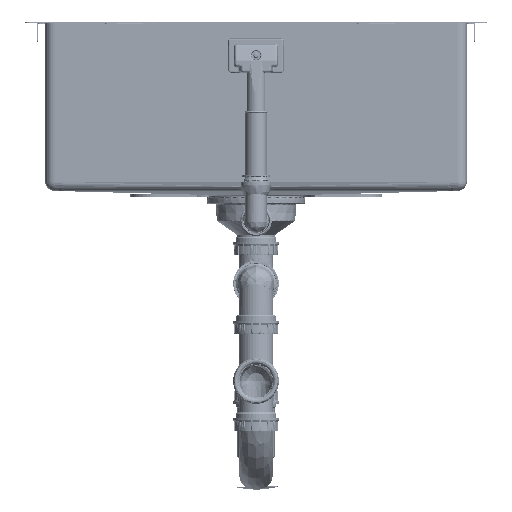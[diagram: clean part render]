
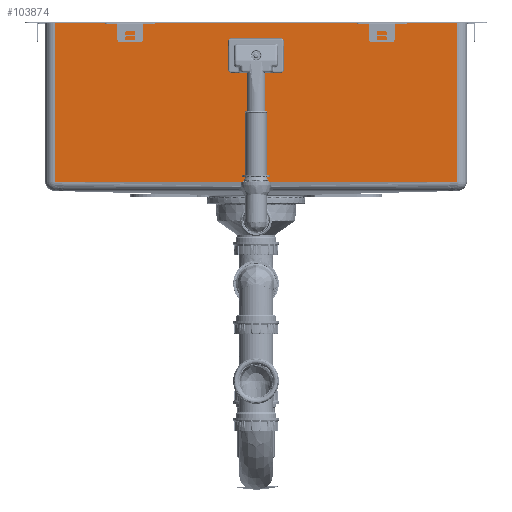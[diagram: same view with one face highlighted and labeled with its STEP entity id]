
A CAD part, left-side view. The second image highlights one B-rep face of the part: STEP entity #103874.
In plain terms, the highlighted face is planar.
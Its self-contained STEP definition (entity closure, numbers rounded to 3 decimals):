
#12317=B_SPLINE_CURVE_WITH_KNOTS('',3,(#335590,#335591,#335592,#335593,
#335594,#335595,#335596,#335597,#335598,#335599),.UNSPECIFIED.,.F.,.F.,
(4,2,2,2,4),(0.,0.115,0.229,0.344,0.458),
 .UNSPECIFIED.);
#12321=B_SPLINE_CURVE_WITH_KNOTS('',3,(#335750,#335751,#335752,#335753),
 .UNSPECIFIED.,.F.,.F.,(4,4),(0.,0.011),.UNSPECIFIED.);
#12322=B_SPLINE_CURVE_WITH_KNOTS('',3,(#335794,#335795,#335796,#335797),
 .UNSPECIFIED.,.F.,.F.,(4,4),(0.,0.011),.UNSPECIFIED.);
#16692=LINE('',#332851,#19926);
#16693=LINE('',#332857,#19927);
#16694=LINE('',#332867,#19928);
#16695=LINE('',#332873,#19929);
#16757=LINE('',#338259,#19991);
#16758=LINE('',#338262,#19992);
#16759=LINE('',#338263,#19993);
#19926=VECTOR('',#138212,1000.);
#19927=VECTOR('',#138219,1000.);
#19928=VECTOR('',#138234,1000.);
#19929=VECTOR('',#138241,1000.);
#19991=VECTOR('',#138575,1000.);
#19992=VECTOR('',#138576,1000.);
#19993=VECTOR('',#138577,1000.);
#51735=ORIENTED_EDGE('',*,*,#67755,.F.);
#51736=ORIENTED_EDGE('',*,*,#67756,.T.);
#51737=ORIENTED_EDGE('',*,*,#67692,.T.);
#51738=ORIENTED_EDGE('',*,*,#67669,.T.);
#51739=ORIENTED_EDGE('',*,*,#67686,.T.);
#51740=ORIENTED_EDGE('',*,*,#67757,.T.);
#51741=ORIENTED_EDGE('',*,*,#67538,.T.);
#51742=ORIENTED_EDGE('',*,*,#67543,.T.);
#51743=ORIENTED_EDGE('',*,*,#67546,.T.);
#51744=ORIENTED_EDGE('',*,*,#67551,.T.);
#51745=ORIENTED_EDGE('',*,*,#67552,.T.);
#51746=ORIENTED_EDGE('',*,*,#67548,.T.);
#51747=ORIENTED_EDGE('',*,*,#67544,.T.);
#51748=ORIENTED_EDGE('',*,*,#67540,.T.);
#67538=EDGE_CURVE('',#77730,#77729,#82343,.T.);
#67540=EDGE_CURVE('',#77731,#77730,#16692,.T.);
#67543=EDGE_CURVE('',#77729,#77732,#16693,.T.);
#67544=EDGE_CURVE('',#77733,#77731,#82347,.T.);
#67546=EDGE_CURVE('',#77732,#77734,#82349,.T.);
#67548=EDGE_CURVE('',#77735,#77733,#16694,.T.);
#67551=EDGE_CURVE('',#77734,#77736,#16695,.T.);
#67552=EDGE_CURVE('',#77736,#77735,#82353,.T.);
#67669=EDGE_CURVE('',#77814,#77813,#12317,.T.);
#67686=EDGE_CURVE('',#77813,#77819,#12321,.T.);
#67692=EDGE_CURVE('',#77820,#77814,#12322,.T.);
#67755=EDGE_CURVE('',#77855,#77856,#16757,.T.);
#67756=EDGE_CURVE('',#77855,#77820,#16758,.T.);
#67757=EDGE_CURVE('',#77819,#77856,#16759,.T.);
#77729=VERTEX_POINT('',#332846);
#77730=VERTEX_POINT('',#332848);
#77731=VERTEX_POINT('',#332852);
#77732=VERTEX_POINT('',#332856);
#77733=VERTEX_POINT('',#332860);
#77734=VERTEX_POINT('',#332864);
#77735=VERTEX_POINT('',#332868);
#77736=VERTEX_POINT('',#332872);
#77813=VERTEX_POINT('',#335589);
#77814=VERTEX_POINT('',#335600);
#77819=VERTEX_POINT('',#335736);
#77820=VERTEX_POINT('',#335779);
#77855=VERTEX_POINT('',#338260);
#77856=VERTEX_POINT('',#338261);
#82343=CIRCLE('',#119515,3.);
#82347=CIRCLE('',#119522,3.);
#82349=CIRCLE('',#119525,3.);
#82353=CIRCLE('',#119532,3.);
#89358=EDGE_LOOP('',(#51735,#51736,#51737,#51738,#51739,#51740));
#89359=EDGE_LOOP('',(#51741,#51742,#51743,#51744,#51745,#51746,#51747,#51748));
#96299=FACE_BOUND('',#89358,.T.);
#96300=FACE_BOUND('',#89359,.T.);
#97557=PLANE('',#119666);
#103874=ADVANCED_FACE('',(#96299,#96300),#97557,.T.);
#119515=AXIS2_PLACEMENT_3D('',#332847,#138206,#138207);
#119522=AXIS2_PLACEMENT_3D('',#332859,#138222,#138223);
#119525=AXIS2_PLACEMENT_3D('',#332863,#138228,#138229);
#119532=AXIS2_PLACEMENT_3D('',#332875,#138244,#138245);
#119666=AXIS2_PLACEMENT_3D('',#338258,#138573,#138574);
#138206=DIRECTION('',(0.,0.,1.));
#138207=DIRECTION('',(1.,0.,0.));
#138212=DIRECTION('',(1.,0.,0.));
#138219=DIRECTION('',(0.,1.,0.));
#138222=DIRECTION('',(0.,0.,1.));
#138223=DIRECTION('',(1.,0.,0.));
#138228=DIRECTION('',(0.,0.,1.));
#138229=DIRECTION('',(1.,0.,0.));
#138234=DIRECTION('',(0.,-1.,0.));
#138241=DIRECTION('',(-1.,0.,0.));
#138244=DIRECTION('',(0.,0.,1.));
#138245=DIRECTION('',(1.,0.,0.));
#138573=DIRECTION('',(0.,0.,-1.));
#138574=DIRECTION('',(-1.,0.,0.));
#138575=DIRECTION('',(-1.,0.,0.));
#138576=DIRECTION('',(0.,-1.,0.));
#138577=DIRECTION('',(0.,1.,0.));
#332846=CARTESIAN_POINT('',(-37.588,-53.,-163.866));
#332847=CARTESIAN_POINT('',(-40.588,-53.,-163.866));
#332848=CARTESIAN_POINT('',(-40.588,-56.,-163.866));
#332851=CARTESIAN_POINT('',(-38.588,-56.,-163.866));
#332852=CARTESIAN_POINT('',(-91.588,-56.,-163.866));
#332856=CARTESIAN_POINT('',(-37.588,-27.,-163.866));
#332857=CARTESIAN_POINT('',(-37.588,-25.,-163.866));
#332859=CARTESIAN_POINT('',(-91.588,-53.,-163.866));
#332860=CARTESIAN_POINT('',(-94.588,-53.,-163.866));
#332863=CARTESIAN_POINT('',(-40.588,-27.,-163.866));
#332864=CARTESIAN_POINT('',(-40.588,-24.,-163.866));
#332867=CARTESIAN_POINT('',(-94.588,-25.,-163.866));
#332868=CARTESIAN_POINT('',(-94.588,-27.,-163.866));
#332872=CARTESIAN_POINT('',(-91.588,-24.,-163.866));
#332873=CARTESIAN_POINT('',(-38.588,-24.,-163.866));
#332875=CARTESIAN_POINT('',(-91.588,-27.,-163.866));
#335589=CARTESIAN_POINT('',(-295.288,-190.507,-163.866));
#335590=CARTESIAN_POINT('',(163.112,-190.507,-163.866));
#335591=CARTESIAN_POINT('',(124.912,-190.537,-163.866));
#335592=CARTESIAN_POINT('',(86.712,-190.572,-163.866));
#335593=CARTESIAN_POINT('',(10.312,-190.631,-163.866));
#335594=CARTESIAN_POINT('',(-27.888,-190.653,-163.866));
#335595=CARTESIAN_POINT('',(-104.288,-190.653,-163.866));
#335596=CARTESIAN_POINT('',(-142.488,-190.631,-163.866));
#335597=CARTESIAN_POINT('',(-218.888,-190.572,-163.866));
#335598=CARTESIAN_POINT('',(-257.088,-190.537,-163.866));
#335599=CARTESIAN_POINT('',(-295.288,-190.507,-163.866));
#335600=CARTESIAN_POINT('',(163.112,-190.507,-163.866));
#335736=CARTESIAN_POINT('',(-306.088,-190.243,-163.866));
#335750=CARTESIAN_POINT('',(-295.288,-190.507,-163.866));
#335751=CARTESIAN_POINT('',(-298.888,-190.419,-163.866));
#335752=CARTESIAN_POINT('',(-302.488,-190.331,-163.866));
#335753=CARTESIAN_POINT('',(-306.088,-190.243,-163.866));
#335779=CARTESIAN_POINT('',(173.912,-190.243,-163.866));
#335794=CARTESIAN_POINT('',(173.912,-190.243,-163.866));
#335795=CARTESIAN_POINT('',(170.312,-190.331,-163.866));
#335796=CARTESIAN_POINT('',(166.712,-190.419,-163.866));
#335797=CARTESIAN_POINT('',(163.112,-190.507,-163.866));
#338258=CARTESIAN_POINT('',(-316.088,-200.,-163.866));
#338259=CARTESIAN_POINT('',(0.,-1.,-163.866));
#338260=CARTESIAN_POINT('',(173.912,-1.,-163.866));
#338261=CARTESIAN_POINT('',(-306.088,-1.,-163.866));
#338262=CARTESIAN_POINT('',(173.912,-200.,-163.866));
#338263=CARTESIAN_POINT('',(-306.088,-200.,-163.866));
